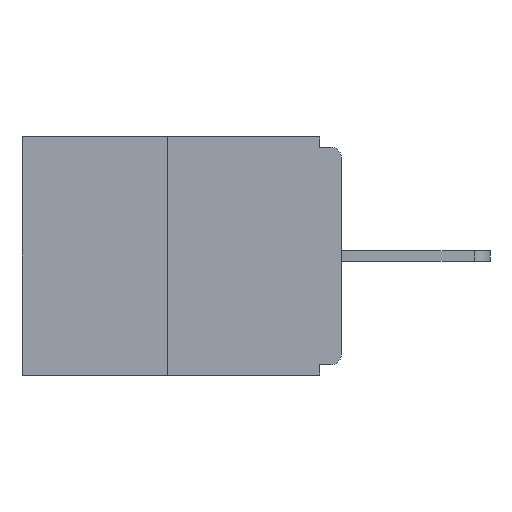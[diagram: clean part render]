
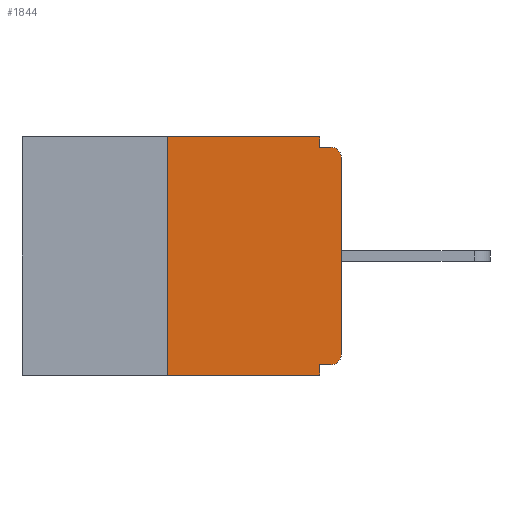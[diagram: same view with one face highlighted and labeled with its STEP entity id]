
A CAD part, left-side view. The second image highlights one B-rep face of the part: STEP entity #1844.
In plain terms, the highlighted planar face has unit normal (-1, 0, 0).
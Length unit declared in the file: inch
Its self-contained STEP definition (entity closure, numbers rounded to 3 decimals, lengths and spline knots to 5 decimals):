
#276 = EDGE_CURVE ( 'NONE', #5970, #4406, #8943, .T. ) ;
#378 = EDGE_CURVE ( 'NONE', #10115, #5970, #8387, .T. ) ;
#442 = LINE ( 'NONE', #4142, #474 ) ;
#474 = VECTOR ( 'NONE', #7697, 39.37008 ) ;
#483 = EDGE_CURVE ( 'NONE', #7099, #2126, #8058, .T. ) ;
#623 = EDGE_CURVE ( 'NONE', #10115, #8314, #7009, .T. ) ;
#646 = EDGE_CURVE ( 'NONE', #2646, #8314, #6942, .T. ) ;
#662 = CARTESIAN_POINT ( 'NONE',  ( 0., 0., -0.313 ) ) ;
#670 = VECTOR ( 'NONE', #6539, 39.37008 ) ;
#713 = EDGE_CURVE ( 'NONE', #4406, #1602, #6309, .T. ) ;
#847 = VERTEX_POINT ( 'NONE', #9244 ) ;
#911 = CARTESIAN_POINT ( 'NONE',  ( 0., 0.015, -0.313 ) ) ;
#974 = DIRECTION ( 'NONE',  ( 0., 0., -1. ) ) ;
#1019 = DIRECTION ( 'NONE',  ( 1., 0., 0. ) ) ;
#1135 = CARTESIAN_POINT ( 'NONE',  ( 0., 0.031, -0.343 ) ) ;
#1383 = CARTESIAN_POINT ( 'NONE',  ( 0., 0.015, -0.015 ) ) ;
#1558 = DIRECTION ( 'NONE',  ( 0., 0., -1. ) ) ;
#1561 = CARTESIAN_POINT ( 'NONE',  ( 0., 0.46, -0.343 ) ) ;
#1602 = VERTEX_POINT ( 'NONE', #10031 ) ;
#1663 = DIRECTION ( 'NONE',  ( 0., 0., -1. ) ) ;
#1844 = ADVANCED_FACE ( 'NONE', ( #9713 ), #2785, .F. ) ;
#2035 = ORIENTED_EDGE ( 'NONE', *, *, #276, .F. ) ;
#2071 = ORIENTED_EDGE ( 'NONE', *, *, #378, .F. ) ;
#2083 = CARTESIAN_POINT ( 'NONE',  ( 0., 0.031, -0.343 ) ) ;
#2090 = ORIENTED_EDGE ( 'NONE', *, *, #623, .T. ) ;
#2102 = ORIENTED_EDGE ( 'NONE', *, *, #646, .F. ) ;
#2126 = VERTEX_POINT ( 'NONE', #662 ) ;
#2164 = ORIENTED_EDGE ( 'NONE', *, *, #5818, .F. ) ;
#2177 = ORIENTED_EDGE ( 'NONE', *, *, #483, .T. ) ;
#2310 = ORIENTED_EDGE ( 'NONE', *, *, #7573, .T. ) ;
#2336 = ORIENTED_EDGE ( 'NONE', *, *, #2385, .T. ) ;
#2337 = LINE ( 'NONE', #5165, #6706 ) ;
#2385 = EDGE_CURVE ( 'NONE', #847, #9494, #8500, .T. ) ;
#2414 = ORIENTED_EDGE ( 'NONE', *, *, #6026, .F. ) ;
#2421 = ORIENTED_EDGE ( 'NONE', *, *, #713, .F. ) ;
#2646 = VERTEX_POINT ( 'NONE', #3160 ) ;
#2785 = PLANE ( 'NONE',  #4645 ) ;
#3160 = CARTESIAN_POINT ( 'NONE',  ( 0., 0.031, -0.328 ) ) ;
#3386 = LINE ( 'NONE', #7795, #670 ) ;
#4142 = CARTESIAN_POINT ( 'NONE',  ( 0., 0., -0.328 ) ) ;
#4406 = VERTEX_POINT ( 'NONE', #7547 ) ;
#4541 = AXIS2_PLACEMENT_3D ( 'NONE', #8625, #8534, #6097 ) ;
#4645 = AXIS2_PLACEMENT_3D ( 'NONE', #6657, #1019, #974 ) ;
#5154 = DIRECTION ( 'NONE',  ( 0., 0., 1. ) ) ;
#5165 = CARTESIAN_POINT ( 'NONE',  ( 0., 0., 0. ) ) ;
#5663 = DIRECTION ( 'NONE',  ( 0., -1., 0. ) ) ;
#5818 = EDGE_CURVE ( 'NONE', #7099, #2646, #442, .T. ) ;
#5970 = VERTEX_POINT ( 'NONE', #7542 ) ;
#6026 = EDGE_CURVE ( 'NONE', #1602, #9494, #3386, .T. ) ;
#6097 = DIRECTION ( 'NONE',  ( 0., 0., -1. ) ) ;
#6191 = VECTOR ( 'NONE', #1558, 39.37008 ) ;
#6309 = LINE ( 'NONE', #9490, #6191 ) ;
#6539 = DIRECTION ( 'NONE',  ( 0., -1., 0. ) ) ;
#6568 = VECTOR ( 'NONE', #1663, 39.37008 ) ;
#6657 = CARTESIAN_POINT ( 'NONE',  ( 0., 0.46, 0. ) ) ;
#6706 = VECTOR ( 'NONE', #5154, 39.37008 ) ;
#6753 = VECTOR ( 'NONE', #5663, 39.37008 ) ;
#6942 = LINE ( 'NONE', #2083, #6568 ) ;
#7009 = LINE ( 'NONE', #1561, #6753 ) ;
#7099 = VERTEX_POINT ( 'NONE', #7832 ) ;
#7542 = CARTESIAN_POINT ( 'NONE',  ( 0., 0.25, 0. ) ) ;
#7547 = CARTESIAN_POINT ( 'NONE',  ( 0., 0.031, 0. ) ) ;
#7573 = EDGE_CURVE ( 'NONE', #2126, #847, #2337, .T. ) ;
#7697 = DIRECTION ( 'NONE',  ( 0., 1., 0. ) ) ;
#7795 = CARTESIAN_POINT ( 'NONE',  ( 0., 0., -0.015 ) ) ;
#7798 = AXIS2_PLACEMENT_3D ( 'NONE', #911, #8512, #9093 ) ;
#7832 = CARTESIAN_POINT ( 'NONE',  ( 0., 0.015, -0.328 ) ) ;
#8058 = CIRCLE ( 'NONE', #7798, 0.015 ) ;
#8314 = VERTEX_POINT ( 'NONE', #1135 ) ;
#8387 = LINE ( 'NONE', #9358, #8409 ) ;
#8409 = VECTOR ( 'NONE', #9834, 39.37008 ) ;
#8430 = DIRECTION ( 'NONE',  ( 0., -1., 0. ) ) ;
#8500 = CIRCLE ( 'NONE', #4541, 0.015 ) ;
#8512 = DIRECTION ( 'NONE',  ( -1., 0., 0. ) ) ;
#8534 = DIRECTION ( 'NONE',  ( -1., 0., 0. ) ) ;
#8625 = CARTESIAN_POINT ( 'NONE',  ( 0., 0.015, -0.03 ) ) ;
#8794 = CARTESIAN_POINT ( 'NONE',  ( 0., 0.25, -0.343 ) ) ;
#8943 = LINE ( 'NONE', #9742, #9185 ) ;
#9093 = DIRECTION ( 'NONE',  ( 0., 0., -1. ) ) ;
#9185 = VECTOR ( 'NONE', #8430, 39.37008 ) ;
#9244 = CARTESIAN_POINT ( 'NONE',  ( 0., 0., -0.03 ) ) ;
#9259 = EDGE_LOOP ( 'NONE', ( #2035, #2071, #2090, #2102, #2164, #2177, #2310, #2336, #2414, #2421 ) ) ;
#9358 = CARTESIAN_POINT ( 'NONE',  ( 0., 0.25, 0. ) ) ;
#9490 = CARTESIAN_POINT ( 'NONE',  ( 0., 0.031, 0. ) ) ;
#9494 = VERTEX_POINT ( 'NONE', #1383 ) ;
#9713 = FACE_OUTER_BOUND ( 'NONE', #9259, .T. ) ;
#9742 = CARTESIAN_POINT ( 'NONE',  ( 0., 0.46, 0. ) ) ;
#9834 = DIRECTION ( 'NONE',  ( 0., 0., 1. ) ) ;
#10031 = CARTESIAN_POINT ( 'NONE',  ( 0., 0.031, -0.015 ) ) ;
#10115 = VERTEX_POINT ( 'NONE', #8794 ) ;
